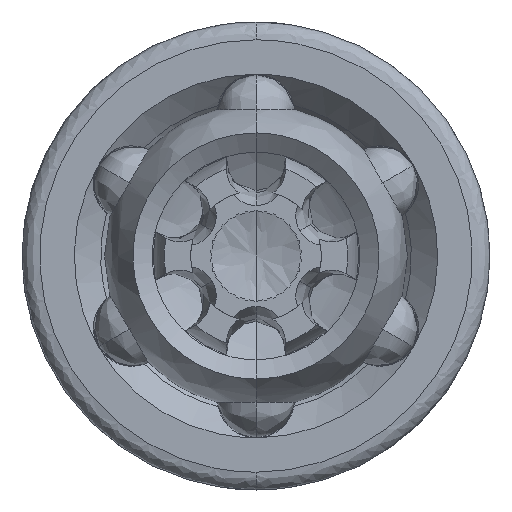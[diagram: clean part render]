
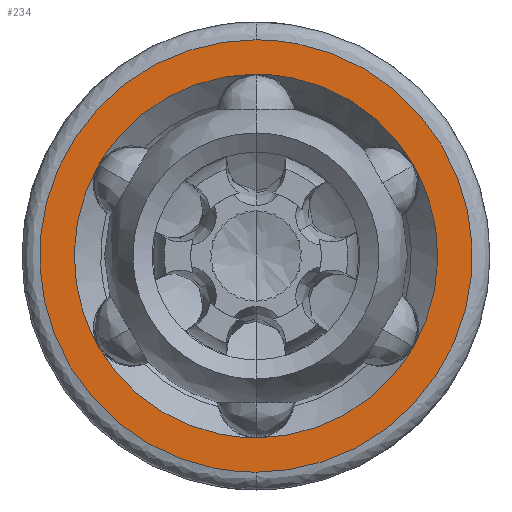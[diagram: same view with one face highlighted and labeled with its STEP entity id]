
A CAD part, front view. The second image highlights one B-rep face of the part: STEP entity #234.
In plain terms, the highlighted free-form (B-spline) face has degree [1, 1] with [2, 2] control points.
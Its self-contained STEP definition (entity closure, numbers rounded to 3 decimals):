
#196 = VERTEX_POINT('',#197);
#197 = CARTESIAN_POINT('',(0.,-5.605,
    45.851));
#203 = EDGE_CURVE('',#204,#196,#206,.T.);
#204 = VERTEX_POINT('',#205);
#205 = CARTESIAN_POINT('',(0.,-5.605,-45.851));
#206 = ( BOUNDED_CURVE() B_SPLINE_CURVE(2,(#207,#208,#209,#210,#211),
.UNSPECIFIED.,.F.,.F.) B_SPLINE_CURVE_WITH_KNOTS((3,2,3),(0.,
1.571,3.142),.PIECEWISE_BEZIER_KNOTS.) CURVE() 
GEOMETRIC_REPRESENTATION_ITEM() RATIONAL_B_SPLINE_CURVE((1.,
0.707,1.,0.707,1.)) REPRESENTATION_ITEM('') );
#207 = CARTESIAN_POINT('',(0.,-5.605,-45.851));
#208 = CARTESIAN_POINT('',(45.851,-5.605,
    -45.851));
#209 = CARTESIAN_POINT('',(45.851,-5.605,
    0.));
#210 = CARTESIAN_POINT('',(45.851,-5.605,
    45.851));
#211 = CARTESIAN_POINT('',(0.,-5.605,
    45.851));
#234 = ADVANCED_FACE('',(#235,#246),#296,.T.);
#235 = FACE_BOUND('',#236,.T.);
#236 = EDGE_LOOP('',(#237,#238));
#237 = ORIENTED_EDGE('',*,*,#203,.T.);
#238 = ORIENTED_EDGE('',*,*,#239,.T.);
#239 = EDGE_CURVE('',#196,#204,#240,.T.);
#240 = ( BOUNDED_CURVE() B_SPLINE_CURVE(2,(#241,#242,#243,#244,#245),
.UNSPECIFIED.,.F.,.F.) B_SPLINE_CURVE_WITH_KNOTS((3,2,3),(3.142,
4.712,6.283),.PIECEWISE_BEZIER_KNOTS.) CURVE() 
GEOMETRIC_REPRESENTATION_ITEM() RATIONAL_B_SPLINE_CURVE((1.,
0.707,1.,0.707,1.)) REPRESENTATION_ITEM('') );
#241 = CARTESIAN_POINT('',(0.,-5.605,
    45.851));
#242 = CARTESIAN_POINT('',(-45.851,-5.605,
    45.851));
#243 = CARTESIAN_POINT('',(-45.851,-5.605,
    0.));
#244 = CARTESIAN_POINT('',(-45.851,-5.605,
    -45.851));
#245 = CARTESIAN_POINT('',(0.,-5.605,
    -45.851));
#246 = FACE_BOUND('',#247,.T.);
#247 = EDGE_LOOP('',(#248,#258,#266,#274,#282,#290));
#248 = ORIENTED_EDGE('',*,*,#249,.F.);
#249 = EDGE_CURVE('',#250,#252,#254,.T.);
#250 = VERTEX_POINT('',#251);
#251 = CARTESIAN_POINT('',(0.,-5.605,
    -38.554));
#252 = VERTEX_POINT('',#253);
#253 = CARTESIAN_POINT('',(33.389,-5.605,
    -19.277));
#254 = ( BOUNDED_CURVE() B_SPLINE_CURVE(2,(#255,#256,#257),
.UNSPECIFIED.,.F.,.F.) B_SPLINE_CURVE_WITH_KNOTS((3,3),(0.,
1.047),.PIECEWISE_BEZIER_KNOTS.) CURVE() 
GEOMETRIC_REPRESENTATION_ITEM() RATIONAL_B_SPLINE_CURVE((1.,
0.866,1.)) REPRESENTATION_ITEM('') );
#255 = CARTESIAN_POINT('',(0.,-5.605,-38.554));
#256 = CARTESIAN_POINT('',(22.259,-5.605,
    -38.554));
#257 = CARTESIAN_POINT('',(33.389,-5.605,
    -19.277));
#258 = ORIENTED_EDGE('',*,*,#259,.F.);
#259 = EDGE_CURVE('',#260,#250,#262,.T.);
#260 = VERTEX_POINT('',#261);
#261 = CARTESIAN_POINT('',(-33.389,-5.605,-19.277
    ));
#262 = ( BOUNDED_CURVE() B_SPLINE_CURVE(2,(#263,#264,#265),
.UNSPECIFIED.,.F.,.F.) B_SPLINE_CURVE_WITH_KNOTS((3,3),(5.236,
6.283),.PIECEWISE_BEZIER_KNOTS.) CURVE() 
GEOMETRIC_REPRESENTATION_ITEM() RATIONAL_B_SPLINE_CURVE((1.,
0.866,1.)) REPRESENTATION_ITEM('') );
#263 = CARTESIAN_POINT('',(-33.389,-5.605,-19.277
    ));
#264 = CARTESIAN_POINT('',(-22.259,-5.605,
    -38.554));
#265 = CARTESIAN_POINT('',(0.,-5.605,
    -38.554));
#266 = ORIENTED_EDGE('',*,*,#267,.F.);
#267 = EDGE_CURVE('',#268,#260,#270,.T.);
#268 = VERTEX_POINT('',#269);
#269 = CARTESIAN_POINT('',(-33.389,-5.605,
    19.277));
#270 = ( BOUNDED_CURVE() B_SPLINE_CURVE(2,(#271,#272,#273),
.UNSPECIFIED.,.F.,.F.) B_SPLINE_CURVE_WITH_KNOTS((3,3),(4.189,
5.236),.PIECEWISE_BEZIER_KNOTS.) CURVE() 
GEOMETRIC_REPRESENTATION_ITEM() RATIONAL_B_SPLINE_CURVE((1.,
0.866,1.)) REPRESENTATION_ITEM('') );
#271 = CARTESIAN_POINT('',(-33.389,-5.605,
    19.277));
#272 = CARTESIAN_POINT('',(-44.518,-5.605,
    0.));
#273 = CARTESIAN_POINT('',(-33.389,-5.605,-19.277
    ));
#274 = ORIENTED_EDGE('',*,*,#275,.F.);
#275 = EDGE_CURVE('',#276,#268,#278,.T.);
#276 = VERTEX_POINT('',#277);
#277 = CARTESIAN_POINT('',(0.,-5.605,38.554));
#278 = ( BOUNDED_CURVE() B_SPLINE_CURVE(2,(#279,#280,#281),
.UNSPECIFIED.,.F.,.F.) B_SPLINE_CURVE_WITH_KNOTS((3,3),(3.142,
4.189),.PIECEWISE_BEZIER_KNOTS.) CURVE() 
GEOMETRIC_REPRESENTATION_ITEM() RATIONAL_B_SPLINE_CURVE((1.,
0.866,1.)) REPRESENTATION_ITEM('') );
#279 = CARTESIAN_POINT('',(0.,-5.605,
    38.554));
#280 = CARTESIAN_POINT('',(-22.259,-5.605,
    38.554));
#281 = CARTESIAN_POINT('',(-33.389,-5.605,
    19.277));
#282 = ORIENTED_EDGE('',*,*,#283,.F.);
#283 = EDGE_CURVE('',#284,#276,#286,.T.);
#284 = VERTEX_POINT('',#285);
#285 = CARTESIAN_POINT('',(33.389,-5.605,19.277)
  );
#286 = ( BOUNDED_CURVE() B_SPLINE_CURVE(2,(#287,#288,#289),
.UNSPECIFIED.,.F.,.F.) B_SPLINE_CURVE_WITH_KNOTS((3,3),(2.094,
3.142),.PIECEWISE_BEZIER_KNOTS.) CURVE() 
GEOMETRIC_REPRESENTATION_ITEM() RATIONAL_B_SPLINE_CURVE((1.,
0.866,1.)) REPRESENTATION_ITEM('') );
#287 = CARTESIAN_POINT('',(33.389,-5.605,
    19.277));
#288 = CARTESIAN_POINT('',(22.259,-5.605,
    38.554));
#289 = CARTESIAN_POINT('',(0.,-5.605,
    38.554));
#290 = ORIENTED_EDGE('',*,*,#291,.F.);
#291 = EDGE_CURVE('',#252,#284,#292,.T.);
#292 = ( BOUNDED_CURVE() B_SPLINE_CURVE(2,(#293,#294,#295),
.UNSPECIFIED.,.F.,.F.) B_SPLINE_CURVE_WITH_KNOTS((3,3),(1.047,
2.094),.PIECEWISE_BEZIER_KNOTS.) CURVE() 
GEOMETRIC_REPRESENTATION_ITEM() RATIONAL_B_SPLINE_CURVE((1.,
0.866,1.)) REPRESENTATION_ITEM('') );
#293 = CARTESIAN_POINT('',(33.389,-5.605,
    -19.277));
#294 = CARTESIAN_POINT('',(44.518,-5.605,
    0.));
#295 = CARTESIAN_POINT('',(33.389,-5.605,
    19.277));
#296 = B_SPLINE_SURFACE_WITH_KNOTS('',1,1,(
    (#297,#298)
    ,(#299,#300
    )),.UNSPECIFIED.,.F.,.F.,.F.,(2,2),(2,2),(-36.443,
    36.443),(-75.886,-3.),.PIECEWISE_BEZIER_KNOTS.);
#297 = CARTESIAN_POINT('',(-45.851,-5.605,
    45.851));
#298 = CARTESIAN_POINT('',(45.851,-5.605,
    45.851));
#299 = CARTESIAN_POINT('',(-45.851,-5.605,
    -45.851));
#300 = CARTESIAN_POINT('',(45.851,-5.605,
    -45.851));
